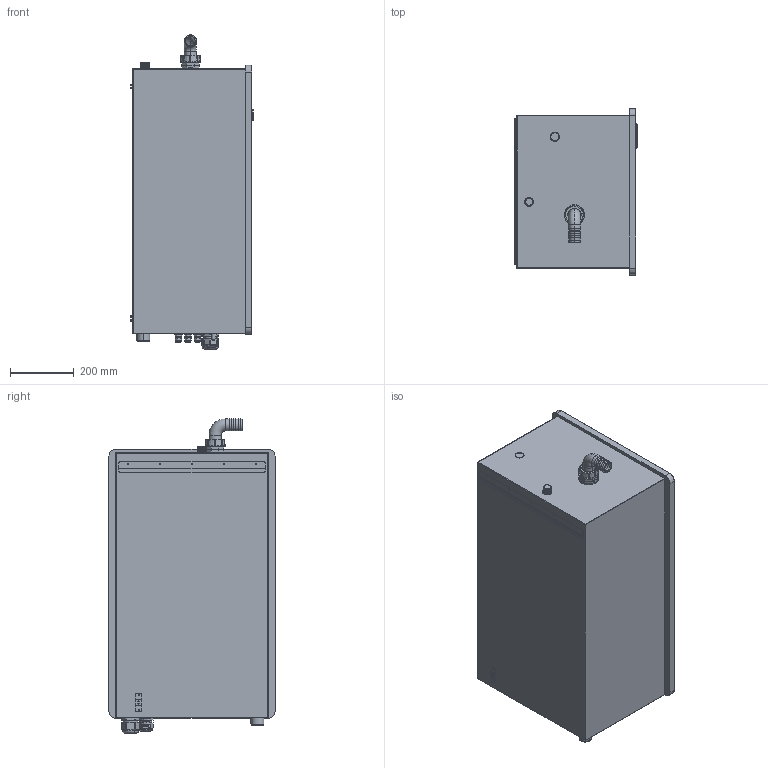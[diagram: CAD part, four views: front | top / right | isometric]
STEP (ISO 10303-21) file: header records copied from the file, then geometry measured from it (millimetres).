
FILE_DESCRIPTION((''),'2;1');
FILE_NAME('INGOMBRI_ZEPHIR_LARGE','2023-07-13T',('mcortina'),(''),'CREO PARAMETRIC BY PTC INC, 2016050','CREO PARAMETRIC BY PTC INC, 2016050','');
FILE_SCHEMA(('AUTOMOTIVE_DESIGN { 1 0 10303 214 1 1 1 1 }'));
Length unit declared in the file: millimetre
Products named in the file (1): INGOMBRI_ZEPHIR_LARGE
Bounding box: 383.9 x 522.4 x 987.9 mm (x, y, z)
Volume: 151126798.3 mm3; surface area: 1972890.9 mm2
Topology: 1 solids, 17 shells, 788 faces, 1903 edges, 1208 vertices
Faces by surface type: plane 394, cylinder 285, torus 41, cone 39, sphere 16, bspline 9, extrusion 4
Entity records: 26251 total; most frequent: CARTESIAN_POINT 7511, DIRECTION 3981, ORIENTED_EDGE 3782, EDGE_CURVE 1891, AXIS2_PLACEMENT_3D 1455, VERTEX_POINT 1208, VECTOR 1071, LINE 1067
